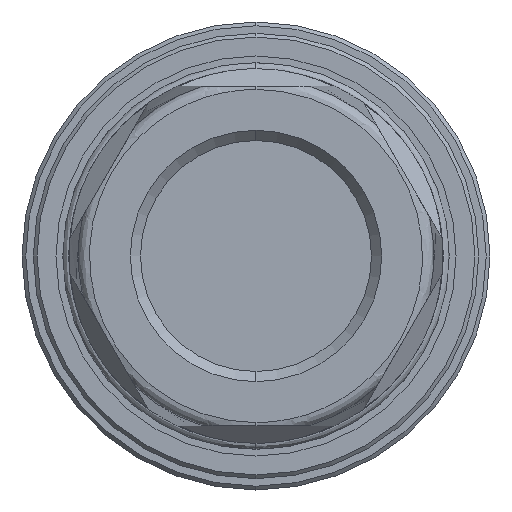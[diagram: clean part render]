
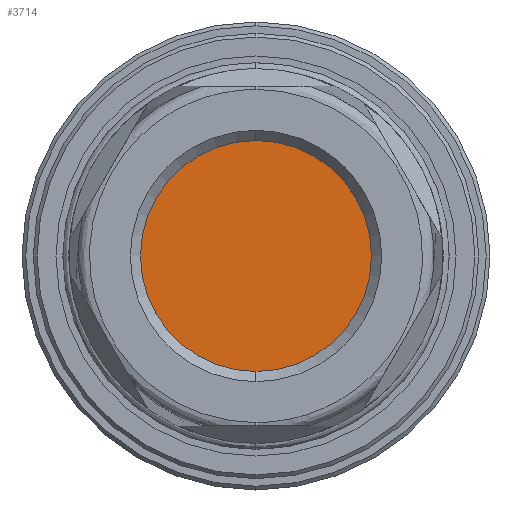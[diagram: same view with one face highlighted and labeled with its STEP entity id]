
A CAD part, left-side view. The second image highlights one B-rep face of the part: STEP entity #3714.
In plain terms, the highlighted planar face has unit normal (-1, 0, 0).
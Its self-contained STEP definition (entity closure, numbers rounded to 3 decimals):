
#871 = CARTESIAN_POINT ( 'NONE',  ( 21.5, 0., -15.3 ) ) ;
#872 = CARTESIAN_POINT ( 'NONE',  ( 21.5, 0., 15.3 ) ) ;
#1912 = FACE_OUTER_BOUND ( 'NONE', #4209, .T. ) ;
#2171 = EDGE_CURVE ( 'NONE', #6826, #6827, #6053, .T. ) ;
#2200 = EDGE_CURVE ( 'NONE', #6827, #6826, #5999, .T. ) ;
#2443 = AXIS2_PLACEMENT_3D ( 'NONE', #3892, #3891, #3893 ) ;
#2460 = AXIS2_PLACEMENT_3D ( 'NONE', #3526, #3524, #3523 ) ;
#3523 = DIRECTION ( 'NONE',  ( 0., 0., -1. ) ) ;
#3524 = DIRECTION ( 'NONE',  ( -1., 0., 0. ) ) ;
#3526 = CARTESIAN_POINT ( 'NONE',  ( 21.5, 0., 0. ) ) ;
#3714 = ADVANCED_FACE ( 'NONE', ( #1912 ), #5224, .T. ) ;
#3891 = DIRECTION ( 'NONE',  ( -1., 0., 0. ) ) ;
#3892 = CARTESIAN_POINT ( 'NONE',  ( 21.5, 0., 0. ) ) ;
#3893 = DIRECTION ( 'NONE',  ( 0., 0., -1. ) ) ;
#4209 = EDGE_LOOP ( 'NONE', ( #4360, #4359 ) ) ;
#4359 = ORIENTED_EDGE ( 'NONE', *, *, #2200, .T. ) ;
#4360 = ORIENTED_EDGE ( 'NONE', *, *, #2171, .T. ) ;
#5009 = AXIS2_PLACEMENT_3D ( 'NONE', #5225, #5226, #5227 ) ;
#5224 = PLANE ( 'NONE',  #5009 ) ;
#5225 = CARTESIAN_POINT ( 'NONE',  ( 21.5, 0., 0. ) ) ;
#5226 = DIRECTION ( 'NONE',  ( -1., 0., 0. ) ) ;
#5227 = DIRECTION ( 'NONE',  ( 0., 0., 1. ) ) ;
#5999 = CIRCLE ( 'NONE', #2443, 15.3 ) ;
#6053 = CIRCLE ( 'NONE', #2460, 15.3 ) ;
#6826 = VERTEX_POINT ( 'NONE', #871 ) ;
#6827 = VERTEX_POINT ( 'NONE', #872 ) ;
